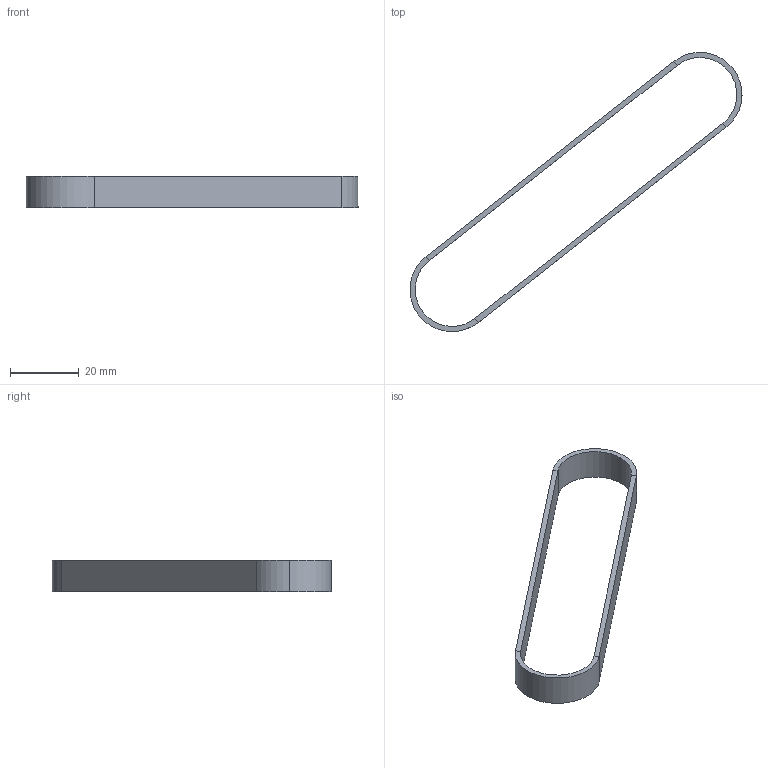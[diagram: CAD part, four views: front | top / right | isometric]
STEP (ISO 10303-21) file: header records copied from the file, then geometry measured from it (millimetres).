
FILE_DESCRIPTION (( 'STEP AP214' ), '1' );
FILE_NAME ('sweeperBelt.STEP', '2019-04-16T02:39:45', ( '' ), ( '' ), 'SwSTEP 2.0', 'SolidWorks 2018', '' );
FILE_SCHEMA (( 'AUTOMOTIVE_DESIGN' ));
Length unit declared in the file: millimetre
Products named in the file (1): sweeperBelt
Bounding box: 96.32 x 81 x 9 mm (x, y, z)
Volume: 3442.8 mm3; surface area: 5355.4 mm2
Topology: 1 solids, 1 shells, 18 faces, 38 edges, 20 vertices
Faces by surface type: plane 12, cylinder 6
Entity records: 504 total; most frequent: DIRECTION 88, CARTESIAN_POINT 77, ORIENTED_EDGE 76, EDGE_CURVE 38, AXIS2_PLACEMENT_3D 31, VECTOR 26, LINE 26, VERTEX_POINT 20
